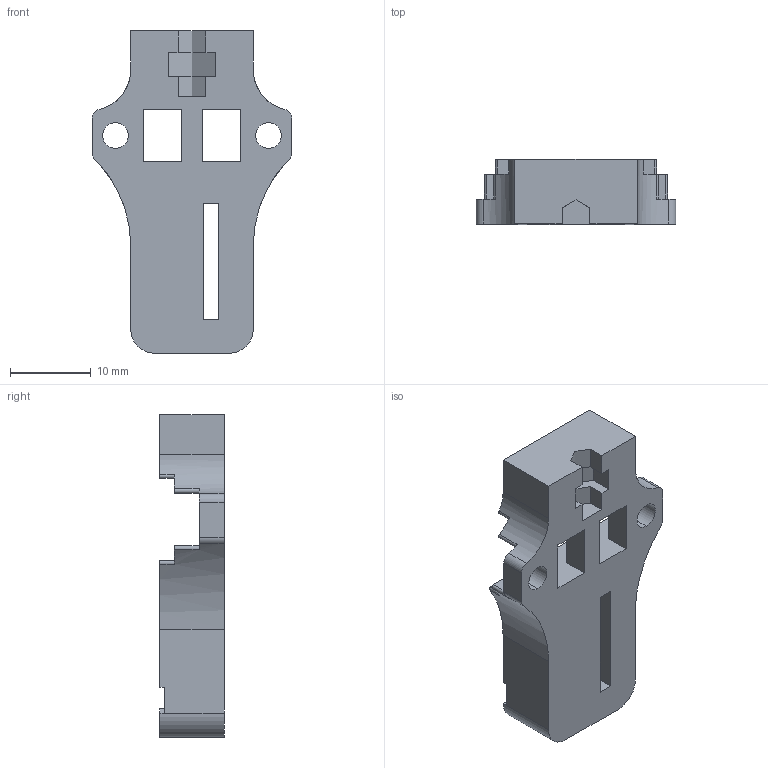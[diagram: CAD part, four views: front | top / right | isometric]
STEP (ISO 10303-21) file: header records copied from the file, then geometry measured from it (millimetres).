
FILE_DESCRIPTION (( 'STEP AP203' ), '1' );
FILE_NAME ('Doggo Body.STEP', '2020-06-13T22:41:23', ( 'bruno' ), ( '' ), 'SwSTEP 2.0', 'SolidWorks 2018', '' );
FILE_SCHEMA (( 'CONFIG_CONTROL_DESIGN' ));
Length unit declared in the file: millimetre
Products named in the file (1): Doggo Body
Bounding box: 24.75 x 8 x 40 mm (x, y, z)
Volume: 3157.4 mm3; surface area: 2872.3 mm2
Topology: 1 solids, 1 shells, 186 faces, 525 edges, 349 vertices
Faces by surface type: plane 106, bspline 48, cylinder 32
Entity records: 9032 total; most frequent: CARTESIAN_POINT 4373, ORIENTED_EDGE 1050, DIRECTION 781, EDGE_CURVE 525, VECTOR 355, LINE 355, VERTEX_POINT 349, AXIS2_PLACEMENT_3D 213
